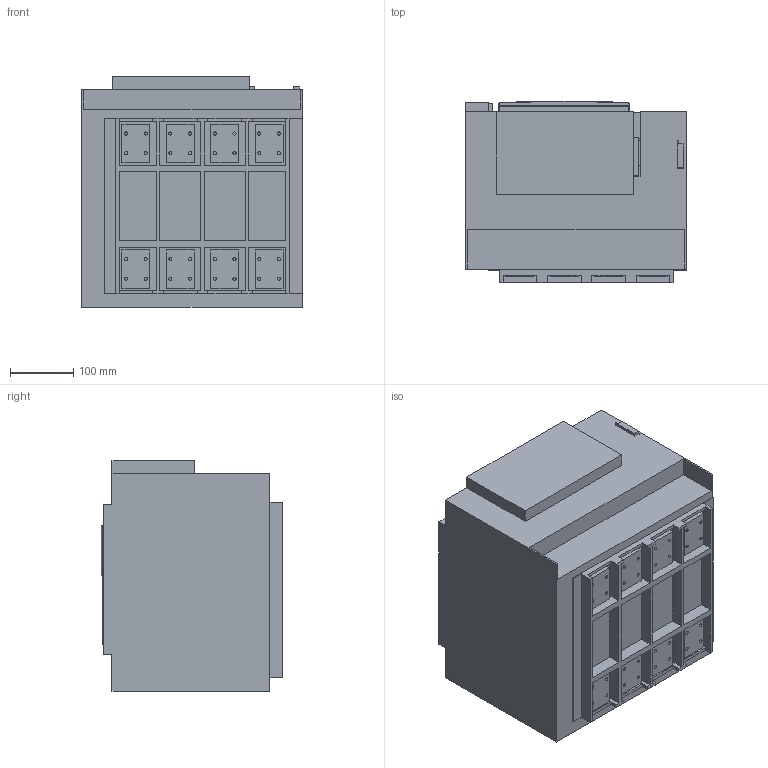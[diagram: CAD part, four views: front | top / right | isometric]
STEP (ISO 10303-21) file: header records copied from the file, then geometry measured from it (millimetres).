
FILE_DESCRIPTION(('CATIA V5 STEP'),'2;1');
FILE_NAME('1SDH001252R0065_1PA_001_00_E1.2_IV_W.stp','2014-03-07T07:20:27+00:00',('none'),('none'),'CATIA Version 5 Release 20 SP 1 (IN-10)','CATIA V5 STEP AP214','none');
FILE_SCHEMA(('AUTOMOTIVE_DESIGN { 1 0 10303 214 1 1 1 1 }'));
Length unit declared in the file: millimetre
Products named in the file (1): 1SDH001252R0065_1PA_001_00_E1.2_IV_W
Bounding box: 348 x 285.77 x 363.5 mm (x, y, z)
Volume: 18710178.5 mm3; surface area: 2034782.3 mm2
Topology: 19 solids, 19 shells, 1408 faces, 3878 edges, 2546 vertices
Faces by surface type: plane 986, cylinder 360, torus 43, sphere 10, bspline 9
Entity records: 42229 total; most frequent: CARTESIAN_POINT 8167, ORIENTED_EDGE 7732, DIRECTION 5632, EDGE_CURVE 3866, VECTOR 3040, LINE 3040, VERTEX_POINT 2546, AXIS2_PLACEMENT_3D 1677
